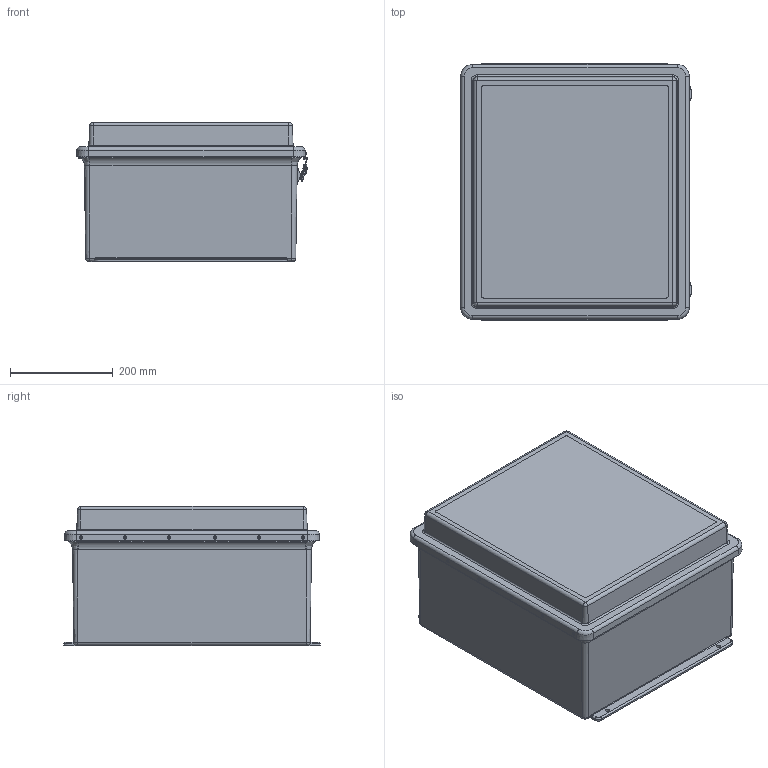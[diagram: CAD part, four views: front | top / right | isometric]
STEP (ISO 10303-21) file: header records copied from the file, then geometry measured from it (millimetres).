
FILE_DESCRIPTION(/* description */ (''),/* implementation_level */ '2;1');
FILE_NAME(/* name */ 'HW-RHJ181610CHTLW.stp',/* time_stamp */ '2014-04-07T14:36:14-05:00',/* author */ ('jtigges'),/* organization */ (''),/* preprocessor_version */ 'ST-DEVELOPER v15.2',/* originating_system */ 'Autodesk Inventor 2014',/* authorisation */ '');
FILE_SCHEMA (('AUTOMOTIVE_DESIGN { 1 0 10303 214 3 1 1 }'));
Length unit declared in the file: inch
Products named in the file (29): J1816HL_1; RMINS45821P_7; RMINS45821P_8; RMINS45821P_9; RMINS45821P_10; J1816BHL; RMHINGCOV17; RMHINGPIN17; RMHINGBOX17; RMHING17; RJW1816HLCVR; GASKET_1816; WP1816HLU; WINDOW_1816RJ; RMRIV43; RMKEEPJLL150WT; JONEA; JONEB; JONEC; JONED; JONEE; JONEF; JONEG; JONEH; JONEI; JONE; RMLATJLL150_1; RMLATJLL150_2; RJW1816HLL_STP
Bounding box: 449.65 x 498.48 x 270.3 mm (x, y, z)
Volume: 4605101.9 mm3; surface area: 1941644.7 mm2
Topology: 53 solids, 53 shells, 1399 faces, 3573 edges, 2323 vertices
Faces by surface type: plane 635, cylinder 541, bspline 86, torus 64, cone 63, sphere 10
Full cylindrical faces by diameter (mm): 2.159 x71, 2.4 x2, 2.7 x4, 3 x2, 3.175 x20, 3.25 x2, 3.302 x4, 3.327 x12, 3.5 x2, 3.556 x20, 3.861 x5, 3.962 x7, 4.2 x4, 4.609 x2, 4.618 x2, 4.7 x2, 4.9 x2, 5 x4, 5.3 x2, 5.537 x4, 6.35 x20, 6.858 x4, 13.3 x2, 13.5 x2
Entity records: 38487 total; most frequent: CARTESIAN_POINT 12053, DIRECTION 5555, ORIENTED_EDGE 5056, EDGE_CURVE 2528, AXIS2_PLACEMENT_3D 2070, VERTEX_POINT 1737, EDGE_LOOP 1453, LINE 1415
